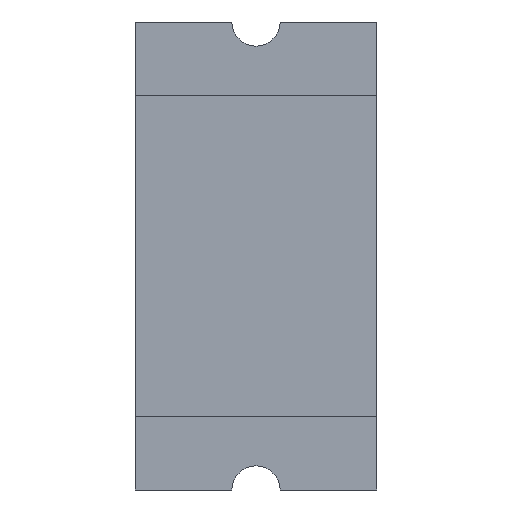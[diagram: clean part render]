
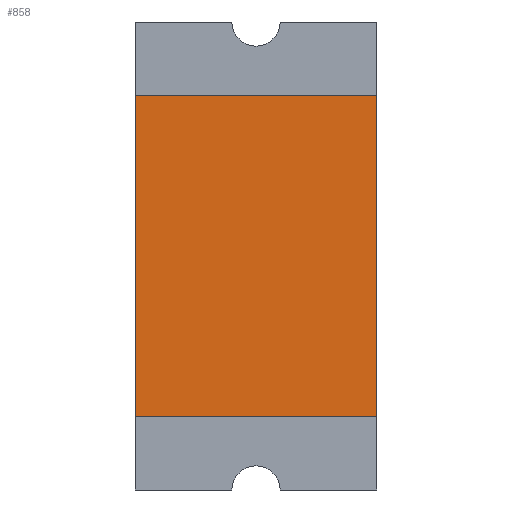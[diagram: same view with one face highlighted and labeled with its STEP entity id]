
A CAD part, front view. The second image highlights one B-rep face of the part: STEP entity #858.
In plain terms, the highlighted planar face has unit normal (0, -1, 0).
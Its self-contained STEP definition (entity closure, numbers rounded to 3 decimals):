
#42=FACE_OUTER_BOUND('',#94,.T.);
#94=EDGE_LOOP('',(#585,#586,#587,#588));
#141=LINE('',#1222,#253);
#145=LINE('',#1230,#257);
#148=LINE('',#1236,#260);
#151=LINE('',#1241,#263);
#253=VECTOR('',#988,10.);
#257=VECTOR('',#994,10.);
#260=VECTOR('',#999,10.);
#263=VECTOR('',#1004,10.);
#365=VERTEX_POINT('',#1220);
#366=VERTEX_POINT('',#1221);
#369=VERTEX_POINT('',#1229);
#371=VERTEX_POINT('',#1235);
#445=EDGE_CURVE('',#365,#366,#141,.T.);
#449=EDGE_CURVE('',#365,#369,#145,.T.);
#452=EDGE_CURVE('',#371,#369,#148,.T.);
#455=EDGE_CURVE('',#366,#371,#151,.T.);
#585=ORIENTED_EDGE('',*,*,#455,.F.);
#586=ORIENTED_EDGE('',*,*,#445,.F.);
#587=ORIENTED_EDGE('',*,*,#449,.T.);
#588=ORIENTED_EDGE('',*,*,#452,.F.);
#810=PLANE('',#929);
#858=ADVANCED_FACE('',(#42),#810,.F.);
#929=AXIS2_PLACEMENT_3D('',#1244,#1008,#1009);
#988=DIRECTION('',(0.,0.,1.));
#994=DIRECTION('',(1.,0.,0.));
#999=DIRECTION('',(0.,0.,-1.));
#1004=DIRECTION('',(1.,0.,0.));
#1008=DIRECTION('center_axis',(0.,1.,0.));
#1009=DIRECTION('ref_axis',(1.,0.,0.));
#1220=CARTESIAN_POINT('',(-0.825,0.,-1.1));
#1221=CARTESIAN_POINT('',(-0.825,0.,1.1));
#1222=CARTESIAN_POINT('',(-0.825,0.,-1.6));
#1229=CARTESIAN_POINT('',(0.825,0.,-1.1));
#1230=CARTESIAN_POINT('',(-0.825,0.,-1.1));
#1235=CARTESIAN_POINT('',(0.825,0.,1.1));
#1236=CARTESIAN_POINT('',(0.825,0.,1.6));
#1241=CARTESIAN_POINT('',(-0.825,0.,1.1));
#1244=CARTESIAN_POINT('Origin',(0.,0.,0.));
